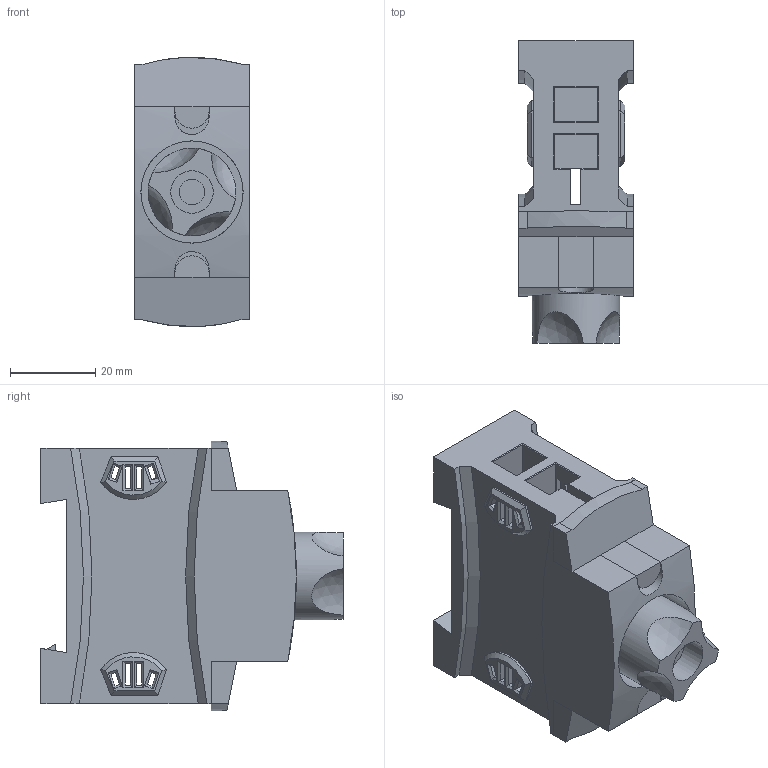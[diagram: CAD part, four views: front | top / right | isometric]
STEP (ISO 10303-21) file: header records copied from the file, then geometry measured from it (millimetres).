
FILE_DESCRIPTION((''),'2;1');
FILE_NAME('31303000.stp','2011-02-16T08:16:22',('engelhardt'),(''),'Autodesk Inventor 2011','Autodesk Inventor 2011','');
FILE_SCHEMA(('AUTOMOTIVE_DESIGN { 1 0 10303 214 1 1 1 1 }'));
Length unit declared in the file: millimetre
Products named in the file (5): 31303000; 79716000; 79723000; 79724000; 31006000
Assembly tree (5 placements, depth 2):
  31303000
    79716000
    79723000  x2
    79724000
    31006000
Bounding box: 27 x 71 x 63.28 mm (x, y, z)
Volume: 59629.8 mm3; surface area: 26137.5 mm2
Topology: 5 solids, 5 shells, 326 faces, 805 edges, 499 vertices
Faces by surface type: plane 292, cylinder 22, cone 8, sphere 4
Full cylindrical faces by diameter (mm): 6 x1, 10 x1, 12 x1, 16 x1, 18 x1, 20.6 x1, 24 x1
Entity records: 9216 total; most frequent: CARTESIAN_POINT 1738, ORIENTED_EDGE 1508, DIRECTION 1430, EDGE_CURVE 754, VECTOR 670, LINE 670, VERTEX_POINT 470, AXIS2_PLACEMENT_3D 380
